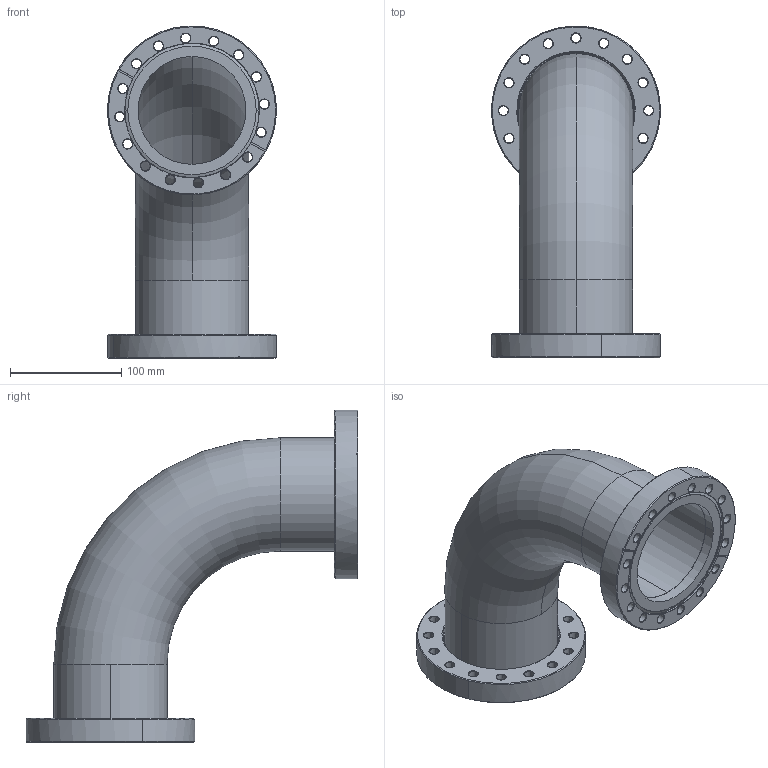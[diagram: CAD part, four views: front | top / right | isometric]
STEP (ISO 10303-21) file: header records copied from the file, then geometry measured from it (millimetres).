
FILE_DESCRIPTION (( 'STEP AP203' ), '1' );
FILE_NAME ('403046 rev A.STEP', '2011-09-28T11:03:06', ( 'AES' ), ( '' ), 'SwSTEP 2.0', 'SolidWorks 2010', '' );
FILE_SCHEMA (( 'CONFIG_CONTROL_DESIGN' ));
Length unit declared in the file: inch
Products named in the file (1): 403046 rev A
Bounding box: 151.63 x 297.94 x 297.97 mm (x, y, z)
Surface area: 258597.8 mm2 (no closed solid volume)
Topology: 0 solids, 7 shells, 280 faces, 668 edges, 396 vertices
Faces by surface type: cone 150, cylinder 98, plane 24, torus 8
Entity records: 8417 total; most frequent: DIRECTION 1590, CARTESIAN_POINT 1501, ORIENTED_EDGE 1308, EDGE_CURVE 668, AXIS2_PLACEMENT_3D 657, VERTEX_POINT 396, CIRCLE 376, EDGE_LOOP 352
